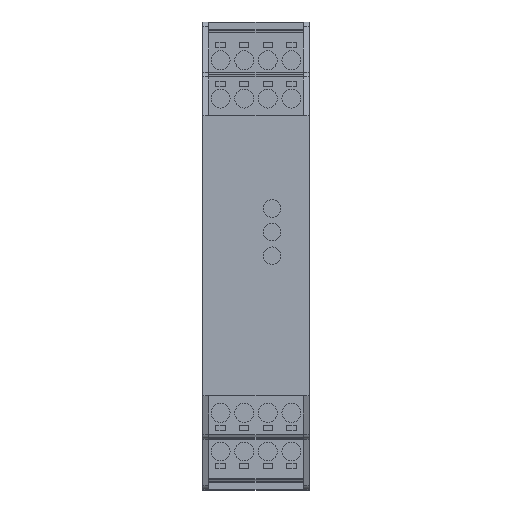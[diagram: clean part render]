
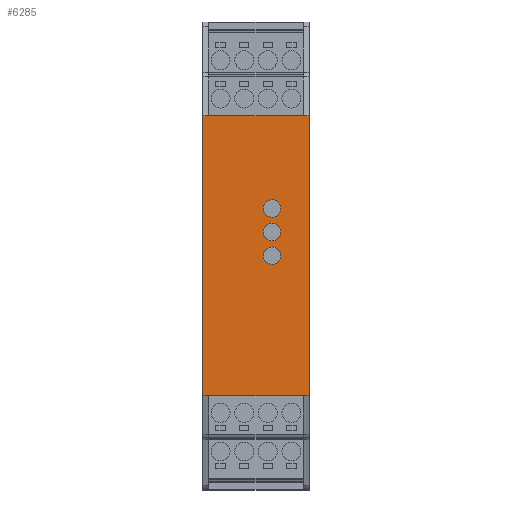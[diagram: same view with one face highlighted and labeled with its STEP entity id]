
A CAD part, top view. The second image highlights one B-rep face of the part: STEP entity #6285.
In plain terms, the highlighted planar face has unit normal (0, 0, 1).
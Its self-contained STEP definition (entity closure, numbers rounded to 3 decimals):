
#466=LINE('',#9507,#1278);
#483=LINE('',#9546,#1295);
#541=LINE('',#9683,#1353);
#542=LINE('',#9684,#1354);
#543=LINE('',#9685,#1355);
#544=LINE('',#9687,#1356);
#545=LINE('',#9689,#1357);
#546=LINE('',#9690,#1358);
#1278=VECTOR('',#7617,1000.);
#1295=VECTOR('',#7658,1000.);
#1353=VECTOR('',#7766,1000.);
#1354=VECTOR('',#7767,1000.);
#1355=VECTOR('',#7768,1000.);
#1356=VECTOR('',#7769,1000.);
#1357=VECTOR('',#7770,1000.);
#1358=VECTOR('',#7771,1000.);
#2304=ORIENTED_EDGE('',*,*,#3948,.F.);
#2305=ORIENTED_EDGE('',*,*,#3949,.F.);
#2306=ORIENTED_EDGE('',*,*,#3950,.F.);
#2307=ORIENTED_EDGE('',*,*,#3951,.T.);
#2308=ORIENTED_EDGE('',*,*,#3866,.F.);
#2309=ORIENTED_EDGE('',*,*,#3952,.F.);
#2310=ORIENTED_EDGE('',*,*,#3953,.F.);
#2311=ORIENTED_EDGE('',*,*,#3954,.F.);
#2312=ORIENTED_EDGE('',*,*,#3955,.T.);
#2313=ORIENTED_EDGE('',*,*,#3956,.T.);
#2314=ORIENTED_EDGE('',*,*,#3886,.T.);
#3866=EDGE_CURVE('',#4450,#4658,#466,.T.);
#3886=EDGE_CURVE('',#4372,#4667,#483,.T.);
#3948=EDGE_CURVE('',#4719,#4719,#4927,.T.);
#3949=EDGE_CURVE('',#4720,#4720,#4928,.T.);
#3950=EDGE_CURVE('',#4721,#4721,#4929,.T.);
#3951=EDGE_CURVE('',#4667,#4658,#541,.T.);
#3952=EDGE_CURVE('',#4438,#4450,#542,.T.);
#3953=EDGE_CURVE('',#4722,#4438,#543,.T.);
#3954=EDGE_CURVE('',#4723,#4722,#544,.T.);
#3955=EDGE_CURVE('',#4723,#4364,#545,.T.);
#3956=EDGE_CURVE('',#4364,#4372,#546,.T.);
#4364=VERTEX_POINT('',#8728);
#4372=VERTEX_POINT('',#8745);
#4438=VERTEX_POINT('',#8923);
#4450=VERTEX_POINT('',#8948);
#4658=VERTEX_POINT('',#9508);
#4667=VERTEX_POINT('',#9545);
#4719=VERTEX_POINT('',#9678);
#4720=VERTEX_POINT('',#9680);
#4721=VERTEX_POINT('',#9682);
#4722=VERTEX_POINT('',#9686);
#4723=VERTEX_POINT('',#9688);
#4927=CIRCLE('',#6680,1.85);
#4928=CIRCLE('',#6681,1.85);
#4929=CIRCLE('',#6682,1.85);
#5121=EDGE_LOOP('',(#2304));
#5122=EDGE_LOOP('',(#2305));
#5123=EDGE_LOOP('',(#2306));
#5124=EDGE_LOOP('',(#2307,#2308,#2309,#2310,#2311,#2312,#2313,#2314));
#5549=FACE_BOUND('',#5121,.T.);
#5550=FACE_BOUND('',#5122,.T.);
#5551=FACE_BOUND('',#5123,.T.);
#5552=FACE_BOUND('',#5124,.T.);
#5956=PLANE('',#6679);
#6285=ADVANCED_FACE('',(#5549,#5550,#5551,#5552),#5956,.F.);
#6679=AXIS2_PLACEMENT_3D('',#9676,#7758,#7759);
#6680=AXIS2_PLACEMENT_3D('',#9677,#7760,#7761);
#6681=AXIS2_PLACEMENT_3D('',#9679,#7762,#7763);
#6682=AXIS2_PLACEMENT_3D('',#9681,#7764,#7765);
#7617=DIRECTION('',(-1.,0.,0.));
#7658=DIRECTION('',(-1.,0.,0.));
#7758=DIRECTION('',(0.,0.,-1.));
#7759=DIRECTION('',(-1.,0.,0.));
#7760=DIRECTION('',(0.,0.,1.));
#7761=DIRECTION('',(1.,0.,0.));
#7762=DIRECTION('',(0.,0.,1.));
#7763=DIRECTION('',(1.,0.,0.));
#7764=DIRECTION('',(0.,0.,1.));
#7765=DIRECTION('',(1.,0.,0.));
#7766=DIRECTION('',(0.,-1.,0.));
#7767=DIRECTION('',(-1.,0.,0.));
#7768=DIRECTION('',(-1.,0.,0.));
#7769=DIRECTION('',(0.,-1.,0.));
#7770=DIRECTION('',(-1.,0.,0.));
#7771=DIRECTION('',(-1.,0.,0.));
#8728=CARTESIAN_POINT('',(21.3,79.1,114.5));
#8745=CARTESIAN_POINT('',(1.2,79.1,114.5));
#8923=CARTESIAN_POINT('',(21.3,19.9,114.5));
#8948=CARTESIAN_POINT('',(1.2,19.9,114.5));
#9507=CARTESIAN_POINT('',(22.5,19.9,114.5));
#9508=CARTESIAN_POINT('',(0.,19.9,114.5));
#9545=CARTESIAN_POINT('',(0.,79.1,114.5));
#9546=CARTESIAN_POINT('',(22.5,79.1,114.5));
#9676=CARTESIAN_POINT('',(22.5,79.1,114.5));
#9677=CARTESIAN_POINT('',(14.65,59.5,114.5));
#9678=CARTESIAN_POINT('',(16.5,59.5,114.5));
#9679=CARTESIAN_POINT('',(14.65,49.5,114.5));
#9680=CARTESIAN_POINT('',(16.5,49.5,114.5));
#9681=CARTESIAN_POINT('',(14.65,54.5,114.5));
#9682=CARTESIAN_POINT('',(16.5,54.5,114.5));
#9683=CARTESIAN_POINT('',(0.,79.1,114.5));
#9684=CARTESIAN_POINT('',(22.5,19.9,114.5));
#9685=CARTESIAN_POINT('',(22.5,19.9,114.5));
#9686=CARTESIAN_POINT('',(22.5,19.9,114.5));
#9687=CARTESIAN_POINT('',(22.5,79.1,114.5));
#9688=CARTESIAN_POINT('',(22.5,79.1,114.5));
#9689=CARTESIAN_POINT('',(22.5,79.1,114.5));
#9690=CARTESIAN_POINT('',(22.5,79.1,114.5));
